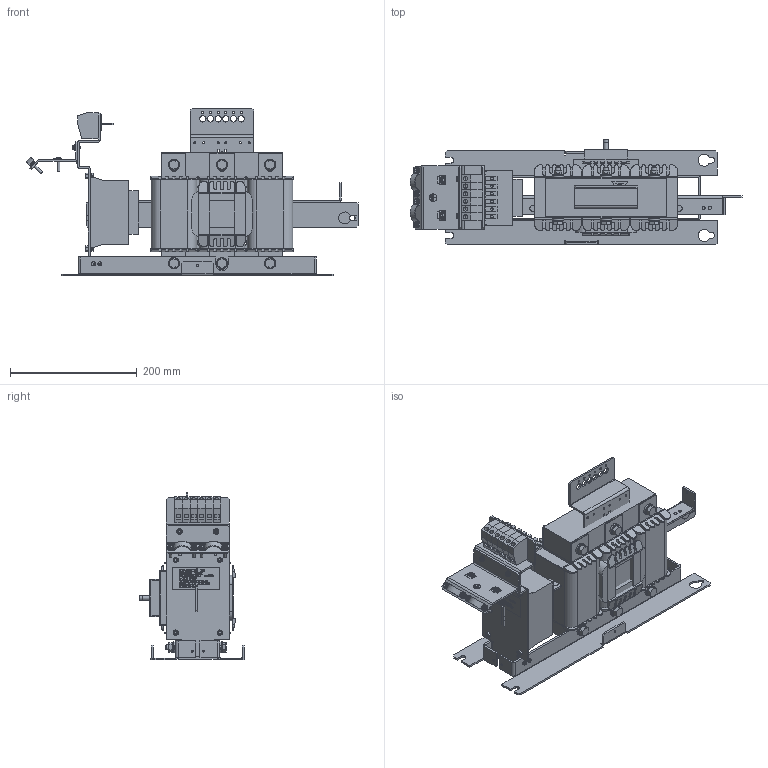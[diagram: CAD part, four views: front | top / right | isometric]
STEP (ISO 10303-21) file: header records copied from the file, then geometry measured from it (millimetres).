
FILE_DESCRIPTION( ( 'Unknown' ), '1' );
FILE_NAME( 'FS21147-38-99.stp', 'Unknown', ( 'Unknown' ), ( 'Unknown' ), 'XStep 1.0', 'Unknown', ' ' );
FILE_SCHEMA( ( 'CONFIG_CONTROL_DESIGN' ) );
Length unit declared in the file: millimetre
Products named in the file (67): Assem1; Assem2; Assem3; Assem4; 1; 2; 3; 4; 5; 6; 7; 8; 9; 10; 11; 12; 13; 14; 15; 16; 17; 18; 19; 20; 21; 22; 23; 24; 25; 26; 27; 28; 29; 30; 31; 32; 33; 34; 35; 36 ...
Bounding box: 524.88 x 167.25 x 265.33 mm (x, y, z)
Volume: 10076702 mm3; surface area: 2986715.1 mm2
Topology: 283 solids, 283 shells, 7064 faces, 17832 edges, 11872 vertices
Faces by surface type: plane 5510, cylinder 1053, extrusion 390, cone 103, torus 8
Full cylindrical faces by diameter (mm): 3 x19, 3.3 x58, 4 x27, 4.134 x12, 4.2 x8, 4.5 x11, 5 x23, 6 x8, 6.5 x13, 6.619 x12, 6.8 x6, 7.5 x10, 7.7 x4, 8 x12, 8.4 x13, 8.5 x29, 8.8 x4, 9 x4, 10 x46, 10.5 x8, 11 x21, 12 x4, 17 x13, 18 x24
Entity records: 84100 total; most frequent: CARTESIAN_POINT 24142, ORIENTED_EDGE 12306, DIRECTION 9643, EDGE_CURVE 6153, VERTEX_POINT 4201, VECTOR 3391, EDGE_LOOP 3242, LINE 3196
